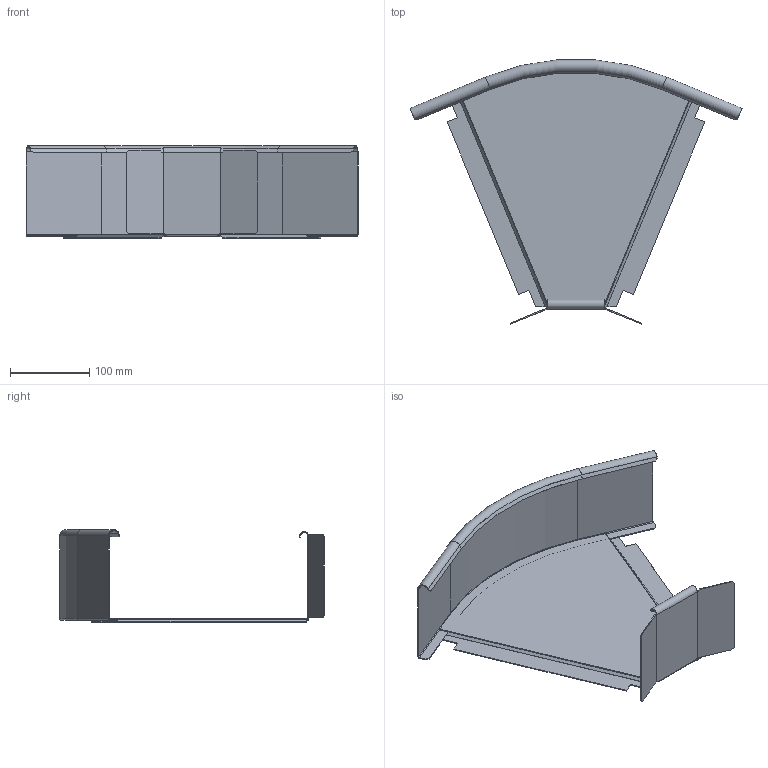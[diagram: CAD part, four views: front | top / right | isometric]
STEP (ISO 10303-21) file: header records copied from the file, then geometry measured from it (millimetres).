
FILE_DESCRIPTION((''),'2;1');
FILE_NAME('7000677_ASM','2013-02-13T',('AndreasKeweloh'),(''),'PRO/ENGINEER BY PARAMETRIC TECHNOLOGY CORPORATION, 2012360','PRO/ENGINEER BY PARAMETRIC TECHNOLOGY CORPORATION, 2012360','');
FILE_SCHEMA(('CONFIG_CONTROL_DESIGN'));
Length unit declared in the file: millimetre
Products named in the file (4): 7000677_AUSSENHOLM_H_110; 7000677_WINKELVERBINDER_; 7000677_BODENBLECH; 7000677_ASM
Assembly tree (3 placements, depth 2):
  7000677_ASM
    7000677_AUSSENHOLM_H_110
    7000677_WINKELVERBINDER_
    7000677_BODENBLECH
Bounding box: 418.78 x 333.45 x 116.75 mm (x, y, z)
Volume: 176689.7 mm3; surface area: 315219.8 mm2
Topology: 3 solids, 3 shells, 137 faces, 333 edges, 202 vertices
Faces by surface type: plane 91, cylinder 31, bspline 8, torus 4, cone 3
Entity records: 4240 total; most frequent: CARTESIAN_POINT 938, ORIENTED_EDGE 666, DIRECTION 665, EDGE_CURVE 333, VECTOR 253, LINE 253, AXIS2_PLACEMENT_3D 206, VERTEX_POINT 202
